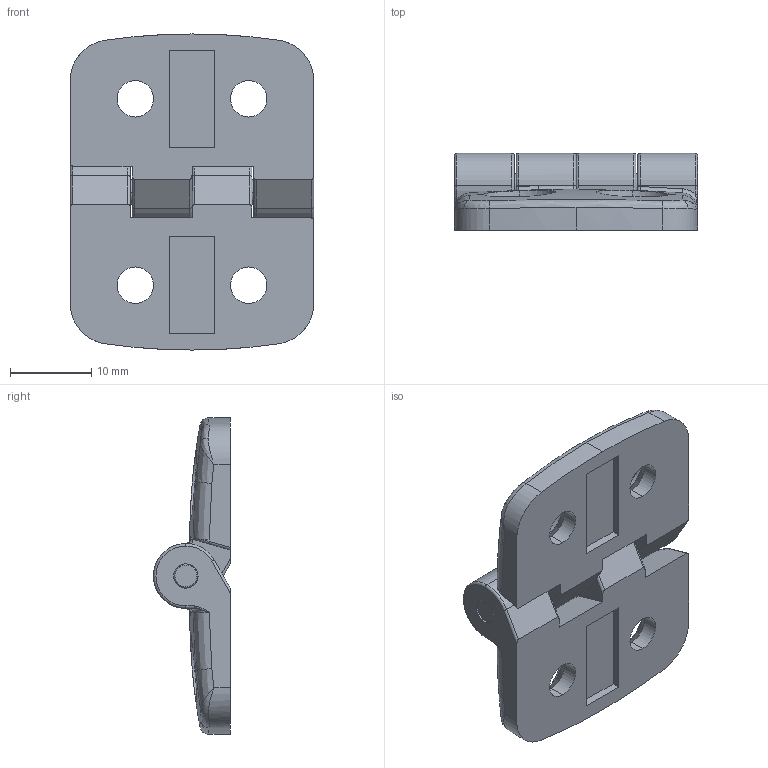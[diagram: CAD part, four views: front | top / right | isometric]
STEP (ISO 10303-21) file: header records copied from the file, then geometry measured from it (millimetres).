
FILE_DESCRIPTION (( 'STEP AP214' ), '1' );
FILE_NAME ('new products095012A.step', '2017-09-26T11:42:48', ( '' ), ( '' ), 'SwSTEP 2.0', 'SolidWorks 2017', '' );
FILE_SCHEMA (( 'AUTOMOTIVE_DESIGN' ));
Length unit declared in the file: millimetre
Products named in the file (3): 095012R_a_Tab_095012AR01; achse_3-30; new products095012A
Assembly tree (3 placements, depth 2):
  new products095012A
    095012R_a_Tab_095012AR01  x2
    achse_3-30
Bounding box: 30 x 9.5 x 39 mm (x, y, z)
Volume: 4988.2 mm3; surface area: 4204.2 mm2
Topology: 3 solids, 3 shells, 384 faces, 1076 edges, 690 vertices
Faces by surface type: plane 252, cylinder 58, bspline 52, torus 12, cone 10
Entity records: 10872 total; most frequent: CARTESIAN_POINT 3159, ORIENTED_EDGE 1732, DIRECTION 1428, EDGE_CURVE 866, VERTEX_POINT 565, AXIS2_PLACEMENT_3D 499, VECTOR 430, LINE 430
